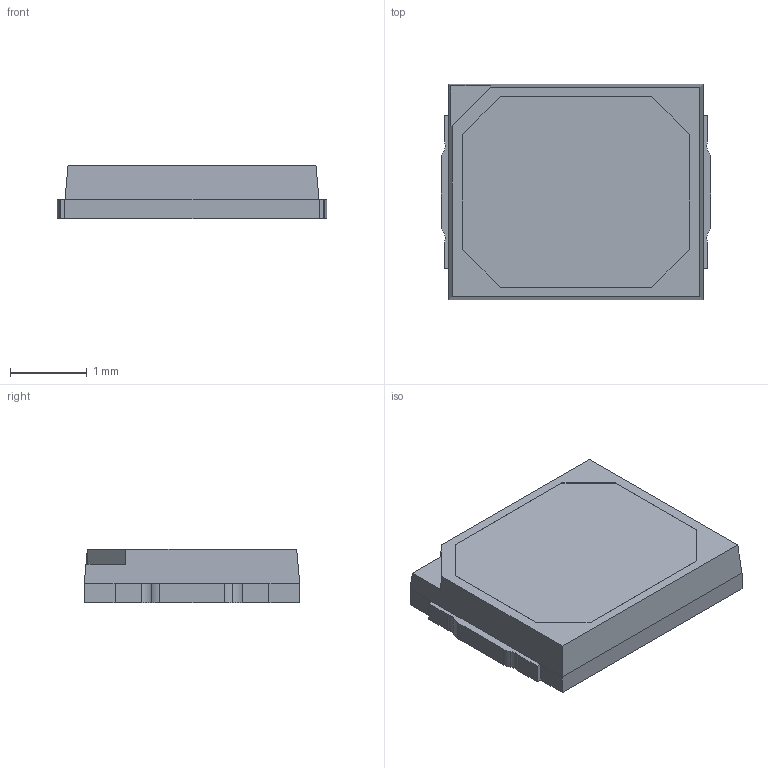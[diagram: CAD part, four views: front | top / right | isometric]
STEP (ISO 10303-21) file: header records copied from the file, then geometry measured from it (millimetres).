
FILE_DESCRIPTION(/* description */ ('STEP AP203','CAx-IF Rec.Pracs.---Representation and Presentation of Product Manufacturing Information (PMI)---4.0---2014-10-13'),/* implementation_level */ '2;1');
FILE_NAME(/* name */ 'LUXEON 2835 COLOR LINE - RED-ORANGE.step',/* time_stamp */ '2025-02-13T12:12:47Z',/* author */ (''),/* organization */ (''),/* preprocessor_version */ 'ST-DEVELOPER v20',/* originating_system */ 'Autodesk Translation Framework v13.20.0.188',/* authorisation */ '');
FILE_SCHEMA (('AP242_MANAGED_MODEL_BASED_3D_ENGINEERING_MIM_LF { 1 0 10303 442 1 1 4 }'));
Length unit declared in the file: millimetre
Products named in the file (1): PTC_2835_One Solid drawing
Bounding box: 3.5 x 2.8 x 0.7 mm (x, y, z)
Volume: 6.4 mm3; surface area: 27.2 mm2
Topology: 1 solids, 1 shells, 115 faces, 320 edges, 210 vertices
Faces by surface type: plane 79, cylinder 36
Entity records: 3743 total; most frequent: CARTESIAN_POINT 646, ORIENTED_EDGE 640, DIRECTION 624, EDGE_CURVE 320, LINE 248, VECTOR 248, VERTEX_POINT 210, AXIS2_PLACEMENT_3D 188
